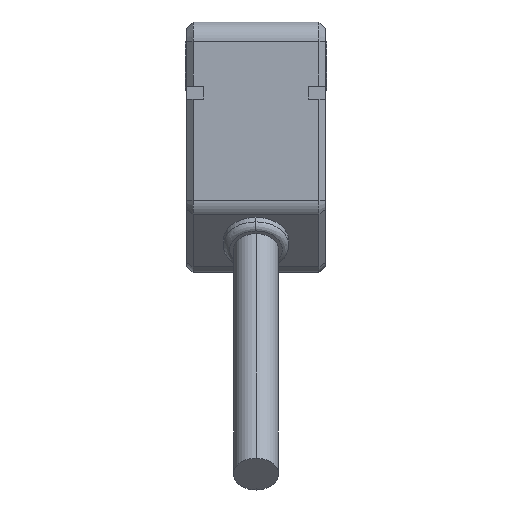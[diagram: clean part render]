
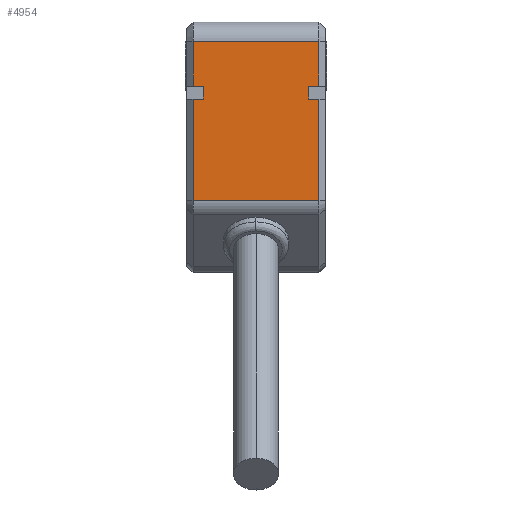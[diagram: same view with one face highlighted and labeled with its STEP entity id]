
A CAD part, front view. The second image highlights one B-rep face of the part: STEP entity #4954.
In plain terms, the highlighted planar face has unit normal (0, -1, 0).
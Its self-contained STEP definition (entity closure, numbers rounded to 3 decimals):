
#5 = VECTOR ( 'NONE', #4427, 1000. ) ;
#90 = VERTEX_POINT ( 'NONE', #3979 ) ;
#158 = ORIENTED_EDGE ( 'NONE', *, *, #4884, .T. ) ;
#160 = LINE ( 'NONE', #2245, #1202 ) ;
#172 = ORIENTED_EDGE ( 'NONE', *, *, #2518, .T. ) ;
#261 = CARTESIAN_POINT ( 'NONE',  ( 4.1, -15.75, -6. ) ) ;
#265 = LINE ( 'NONE', #2349, #5 ) ;
#330 = VECTOR ( 'NONE', #3266, 1000. ) ;
#387 = EDGE_CURVE ( 'NONE', #2665, #4997, #595, .T. ) ;
#410 = CARTESIAN_POINT ( 'NONE',  ( 4.1, -15.75, -5. ) ) ;
#577 = LINE ( 'NONE', #2659, #2311 ) ;
#595 = LINE ( 'NONE', #2677, #1724 ) ;
#598 = LINE ( 'NONE', #2680, #858 ) ;
#605 = VERTEX_POINT ( 'NONE', #410 ) ;
#611 = DIRECTION ( 'NONE',  ( 0., 0., -1. ) ) ;
#689 = EDGE_CURVE ( 'NONE', #5917, #4228, #265, .T. ) ;
#758 = LINE ( 'NONE', #2846, #2606 ) ;
#769 = ORIENTED_EDGE ( 'NONE', *, *, #4736, .T. ) ;
#858 = VECTOR ( 'NONE', #4760, 1000. ) ;
#988 = VECTOR ( 'NONE', #6071, 1000. ) ;
#1052 = CARTESIAN_POINT ( 'NONE',  ( 4.9, -15.75, -5. ) ) ;
#1119 = CARTESIAN_POINT ( 'NONE',  ( -4.9, -15.75, -5. ) ) ;
#1178 = CARTESIAN_POINT ( 'NONE',  ( 0., -15.75, -13.879 ) ) ;
#1193 = CARTESIAN_POINT ( 'NONE',  ( 4.9, -15.75, -13.879 ) ) ;
#1202 = VECTOR ( 'NONE', #4326, 1000. ) ;
#1369 = LINE ( 'NONE', #3458, #6455 ) ;
#1393 = VERTEX_POINT ( 'NONE', #261 ) ;
#1509 = VECTOR ( 'NONE', #5733, 1000. ) ;
#1573 = LINE ( 'NONE', #3657, #1509 ) ;
#1645 = VERTEX_POINT ( 'NONE', #6243 ) ;
#1706 = EDGE_CURVE ( 'NONE', #1645, #2556, #598, .T. ) ;
#1724 = VECTOR ( 'NONE', #4758, 1000. ) ;
#1800 = DIRECTION ( 'NONE',  ( 0., -1., 0. ) ) ;
#1908 = LINE ( 'NONE', #3992, #988 ) ;
#2057 = ORIENTED_EDGE ( 'NONE', *, *, #1706, .T. ) ;
#2071 = ORIENTED_EDGE ( 'NONE', *, *, #387, .T. ) ;
#2154 = ORIENTED_EDGE ( 'NONE', *, *, #3857, .T. ) ;
#2181 = ORIENTED_EDGE ( 'NONE', *, *, #5934, .T. ) ;
#2245 = CARTESIAN_POINT ( 'NONE',  ( 0., -15.75, -5. ) ) ;
#2311 = VECTOR ( 'NONE', #4739, 1000. ) ;
#2319 = FACE_OUTER_BOUND ( 'NONE', #5195, .T. ) ;
#2341 = EDGE_CURVE ( 'NONE', #90, #3311, #758, .T. ) ;
#2349 = CARTESIAN_POINT ( 'NONE',  ( -4.9, -15.75, -7.689 ) ) ;
#2518 = EDGE_CURVE ( 'NONE', #3124, #90, #1573, .T. ) ;
#2556 = VERTEX_POINT ( 'NONE', #3179 ) ;
#2583 = LINE ( 'NONE', #4664, #3051 ) ;
#2606 = VECTOR ( 'NONE', #4928, 1000. ) ;
#2622 = AXIS2_PLACEMENT_3D ( 'NONE', #6490, #1800, #3882 ) ;
#2659 = CARTESIAN_POINT ( 'NONE',  ( 4.1, -15.75, -7.689 ) ) ;
#2665 = VERTEX_POINT ( 'NONE', #1193 ) ;
#2677 = CARTESIAN_POINT ( 'NONE',  ( 4.9, -15.75, -7.689 ) ) ;
#2680 = CARTESIAN_POINT ( 'NONE',  ( 0., -15.75, -1.5 ) ) ;
#2715 = VECTOR ( 'NONE', #611, 1000. ) ;
#2789 = ORIENTED_EDGE ( 'NONE', *, *, #689, .T. ) ;
#2846 = CARTESIAN_POINT ( 'NONE',  ( -4.1, -15.75, -7.689 ) ) ;
#3051 = VECTOR ( 'NONE', #6765, 1000. ) ;
#3124 = VERTEX_POINT ( 'NONE', #1119 ) ;
#3179 = CARTESIAN_POINT ( 'NONE',  ( -4.9, -15.75, -1.5 ) ) ;
#3206 = LINE ( 'NONE', #5291, #2715 ) ;
#3266 = DIRECTION ( 'NONE',  ( 1., 0., 0. ) ) ;
#3311 = VERTEX_POINT ( 'NONE', #6584 ) ;
#3458 = CARTESIAN_POINT ( 'NONE',  ( 0., -15.75, -6. ) ) ;
#3657 = CARTESIAN_POINT ( 'NONE',  ( 0., -15.75, -5. ) ) ;
#3669 = EDGE_CURVE ( 'NONE', #3822, #1645, #1908, .T. ) ;
#3822 = VERTEX_POINT ( 'NONE', #1052 ) ;
#3857 = EDGE_CURVE ( 'NONE', #2556, #3124, #3206, .T. ) ;
#3882 = DIRECTION ( 'NONE',  ( 0., 0., -1. ) ) ;
#3924 = ORIENTED_EDGE ( 'NONE', *, *, #2341, .T. ) ;
#3972 = ORIENTED_EDGE ( 'NONE', *, *, #3669, .T. ) ;
#3979 = CARTESIAN_POINT ( 'NONE',  ( -4.1, -15.75, -5. ) ) ;
#3992 = CARTESIAN_POINT ( 'NONE',  ( 4.9, -15.75, -7.689 ) ) ;
#3993 = CARTESIAN_POINT ( 'NONE',  ( -4.9, -15.75, -13.879 ) ) ;
#4197 = CARTESIAN_POINT ( 'NONE',  ( -4.9, -15.75, -6. ) ) ;
#4206 = ORIENTED_EDGE ( 'NONE', *, *, #5408, .T. ) ;
#4228 = VERTEX_POINT ( 'NONE', #3993 ) ;
#4326 = DIRECTION ( 'NONE',  ( 1., 0., 0. ) ) ;
#4397 = PLANE ( 'NONE',  #2622 ) ;
#4426 = CARTESIAN_POINT ( 'NONE',  ( 4.9, -15.75, -6. ) ) ;
#4427 = DIRECTION ( 'NONE',  ( 0., 0., -1. ) ) ;
#4664 = CARTESIAN_POINT ( 'NONE',  ( 0., -15.75, -6. ) ) ;
#4736 = EDGE_CURVE ( 'NONE', #3311, #5917, #2583, .T. ) ;
#4739 = DIRECTION ( 'NONE',  ( 0., 0., 1. ) ) ;
#4758 = DIRECTION ( 'NONE',  ( 0., 0., 1. ) ) ;
#4760 = DIRECTION ( 'NONE',  ( -1., 0., 0. ) ) ;
#4867 = EDGE_CURVE ( 'NONE', #4228, #2665, #5855, .T. ) ;
#4884 = EDGE_CURVE ( 'NONE', #605, #3822, #160, .T. ) ;
#4928 = DIRECTION ( 'NONE',  ( 0., 0., -1. ) ) ;
#4954 = ADVANCED_FACE ( 'NONE', ( #2319 ), #4397, .T. ) ;
#4997 = VERTEX_POINT ( 'NONE', #4426 ) ;
#5195 = EDGE_LOOP ( 'NONE', ( #158, #3972, #2057, #2154, #172, #3924, #769, #2789, #5618, #2071, #4206, #2181 ) ) ;
#5291 = CARTESIAN_POINT ( 'NONE',  ( -4.9, -15.75, -7.689 ) ) ;
#5408 = EDGE_CURVE ( 'NONE', #4997, #1393, #1369, .T. ) ;
#5537 = DIRECTION ( 'NONE',  ( -1., 0., 0. ) ) ;
#5618 = ORIENTED_EDGE ( 'NONE', *, *, #4867, .T. ) ;
#5733 = DIRECTION ( 'NONE',  ( 1., 0., 0. ) ) ;
#5855 = LINE ( 'NONE', #1178, #330 ) ;
#5917 = VERTEX_POINT ( 'NONE', #4197 ) ;
#5934 = EDGE_CURVE ( 'NONE', #1393, #605, #577, .T. ) ;
#6071 = DIRECTION ( 'NONE',  ( 0., 0., 1. ) ) ;
#6243 = CARTESIAN_POINT ( 'NONE',  ( 4.9, -15.75, -1.5 ) ) ;
#6455 = VECTOR ( 'NONE', #5537, 1000. ) ;
#6490 = CARTESIAN_POINT ( 'NONE',  ( -4.9, -15.75, -1.5 ) ) ;
#6584 = CARTESIAN_POINT ( 'NONE',  ( -4.1, -15.75, -6. ) ) ;
#6765 = DIRECTION ( 'NONE',  ( -1., 0., 0. ) ) ;
